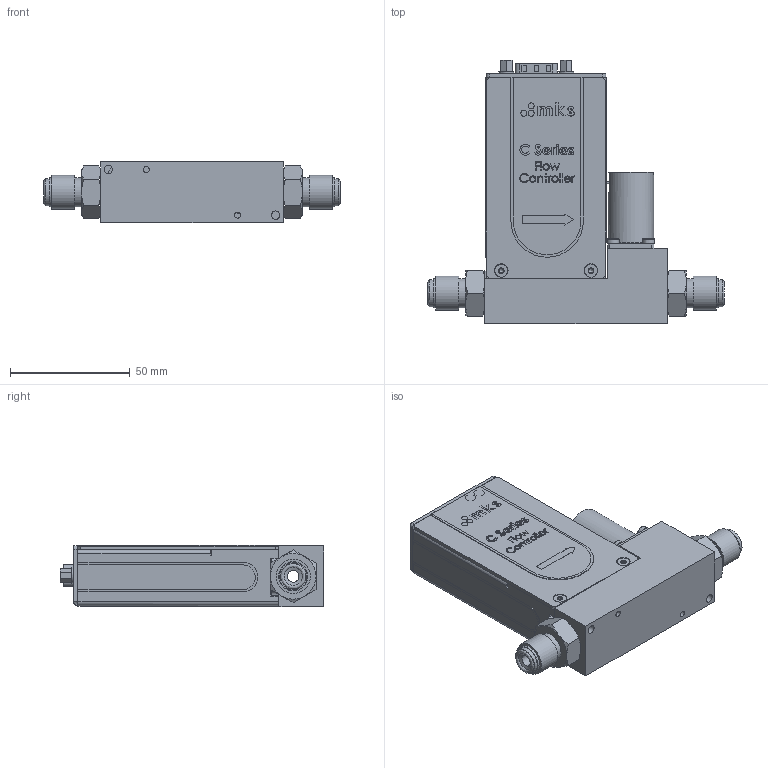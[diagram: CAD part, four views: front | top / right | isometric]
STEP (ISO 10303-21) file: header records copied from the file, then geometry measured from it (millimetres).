
FILE_DESCRIPTION (( 'STEP AP214' ), '1' );
FILE_NAME ('C-series_rs485-analog_4vcr_MFC.STEP', '2019-03-20T17:36:33', ( '' ), ( '' ), 'SwSTEP 2.0', 'SolidWorks 2015', '' );
FILE_SCHEMA (( 'AUTOMOTIVE_DESIGN' ));
Length unit declared in the file: inch
Products named in the file (1): C-series_rs485-analog_4vcr_MFC
Bounding box: 123.96 x 109.98 x 25.67 mm (x, y, z)
Surface area: 45514.3 mm2 (no closed solid volume)
Topology: 0 solids, 215 shells, 781 faces, 5778 edges, 5188 vertices
Faces by surface type: plane 482, cylinder 152, bspline 87, cone 52, torus 8
Full cylindrical faces by diameter (mm): 0.61 x9, 0.991 x2, 1.016 x1, 1.194 x1, 1.524 x1, 1.702 x1, 2 x2, 2.261 x2, 2.5 x2, 2.62 x1, 3.454 x2, 4.826 x2, 5 x4, 6.35 x2, 11.379 x2, 12.192 x4, 14.252 x2, 17 x2, 19 x1
Entity records: 93648 total; most frequent: CARTESIAN_POINT 46899, ORIENTED_EDGE 6740, EDGE_CURVE 5695, VERTEX_POINT 5168, DIRECTION 5066, LINE 2898, VECTOR 2898, B_SPLINE_CURVE_WITH_KNOTS 2408
